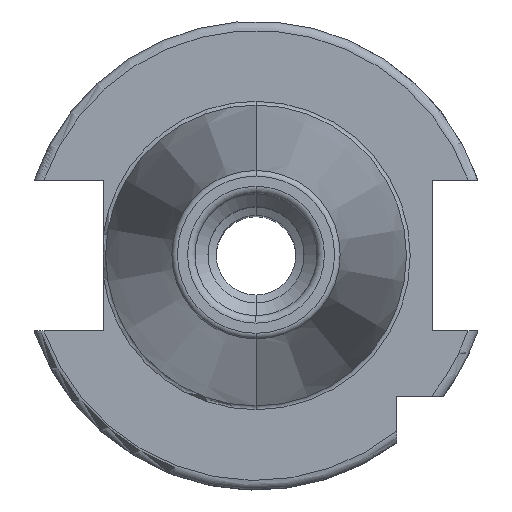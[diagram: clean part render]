
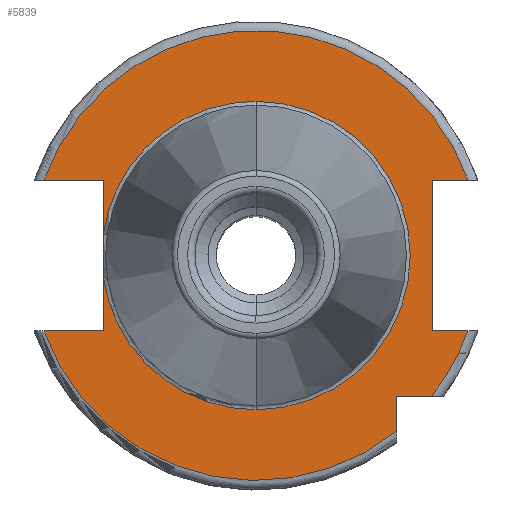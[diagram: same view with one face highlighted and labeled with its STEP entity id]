
A CAD part, top view. The second image highlights one B-rep face of the part: STEP entity #5839.
In plain terms, the highlighted planar face has unit normal (0, 0, 1).
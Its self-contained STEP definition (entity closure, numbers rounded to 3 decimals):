
#291=CARTESIAN_POINT('',(0,0,15.9));
#292=DIRECTION('',(0,0,-1));
#293=DIRECTION('',(0,1,0));
#294=AXIS2_PLACEMENT_3D('',#291,#292,#293);
#307=CARTESIAN_POINT('',(0,0,15.9));
#308=DIRECTION('',(0,0,1));
#309=DIRECTION('',(0,1,0));
#310=AXIS2_PLACEMENT_3D('',#307,#308,#309);
#322=CARTESIAN_POINT('',(0,0,15.9));
#323=DIRECTION('',(0,0,1));
#324=DIRECTION('',(-0.991,-0.135,0));
#325=AXIS2_PLACEMENT_3D('',#322,#323,#324);
#1034=CARTESIAN_POINT('',(0,0,15.9));
#1035=DIRECTION('',(0,0,1));
#1036=DIRECTION('',(0.942,0.335,0));
#1037=AXIS2_PLACEMENT_3D('',#1034,#1035,#1036);
#1085=CARTESIAN_POINT('',(0,0,15.9));
#1086=DIRECTION('',(0,0,1));
#1087=DIRECTION('',(-0.942,-0.335,0));
#1088=AXIS2_PLACEMENT_3D('',#1085,#1086,#1087);
#1101=DIRECTION('',(1,0,0));
#1102=VECTOR('',#1101,6.31);
#1103=CARTESIAN_POINT('',(-22.61,-8.05,15.9));
#1104=LINE('',#1103,#1102);
#1105=DIRECTION('',(0,1,0));
#1106=VECTOR('',#1105,5.834);
#1107=CARTESIAN_POINT('',(-16.3,-8.05,15.9));
#1108=LINE('',#1107,#1106);
#1109=DIRECTION('',(0,1,0));
#1110=VECTOR('',#1109,5.834);
#1111=CARTESIAN_POINT('',(-16.3,2.216,15.9));
#1112=LINE('',#1111,#1110);
#1113=DIRECTION('',(1,0,0));
#1114=VECTOR('',#1113,6.31);
#1115=CARTESIAN_POINT('',(-22.61,8.05,15.9));
#1116=LINE('',#1115,#1114);
#1117=DIRECTION('',(-1,0,0));
#1118=VECTOR('',#1117,3.81);
#1119=CARTESIAN_POINT('',(22.61,8.05,15.9));
#1120=LINE('',#1119,#1118);
#1121=DIRECTION('',(0,-1,0));
#1122=VECTOR('',#1121,16.1);
#1123=CARTESIAN_POINT('',(18.8,8.05,15.9));
#1124=LINE('',#1123,#1122);
#1125=DIRECTION('',(-1,0,0));
#1126=VECTOR('',#1125,3.81);
#1127=CARTESIAN_POINT('',(22.61,-8.05,15.9));
#1128=LINE('',#1127,#1126);
#1129=CARTESIAN_POINT('',(0,0,15.9));
#1130=DIRECTION('',(0,0,1));
#1131=DIRECTION('',(0.781,-0.625,0));
#1132=AXIS2_PLACEMENT_3D('',#1129,#1130,#1131);
#1134=DIRECTION('',(-1,0,0));
#1135=VECTOR('',#1134,3.735);
#1136=CARTESIAN_POINT('',(18.735,-15,15.9));
#1137=LINE('',#1136,#1135);
#1138=DIRECTION('',(0,1,0));
#1139=VECTOR('',#1138,3.735);
#1140=CARTESIAN_POINT('',(15,-18.735,15.9));
#1141=LINE('',#1140,#1139);
#3964=CARTESIAN_POINT('',(0,16.45,15.9));
#3966=VERTEX_POINT('',#3964);
#3988=CARTESIAN_POINT('',(0,-16.45,15.9));
#3990=VERTEX_POINT('',#3988);
#4094=CARTESIAN_POINT('',(-22.61,-8.05,15.9));
#4095=CARTESIAN_POINT('',(-16.3,-8.05,15.9));
#4096=VERTEX_POINT('',#4094);
#4097=VERTEX_POINT('',#4095);
#4098=CARTESIAN_POINT('',(-16.3,-2.216,15.9));
#4099=VERTEX_POINT('',#4098);
#4100=CARTESIAN_POINT('',(-16.3,2.216,15.9));
#4101=CARTESIAN_POINT('',(-16.3,8.05,15.9));
#4102=VERTEX_POINT('',#4100);
#4103=VERTEX_POINT('',#4101);
#4104=CARTESIAN_POINT('',(-22.61,8.05,15.9));
#4105=VERTEX_POINT('',#4104);
#4106=CARTESIAN_POINT('',(18.8,8.05,15.9));
#4107=CARTESIAN_POINT('',(18.8,-8.05,15.9));
#4108=VERTEX_POINT('',#4106);
#4109=VERTEX_POINT('',#4107);
#4110=CARTESIAN_POINT('',(22.61,-8.05,15.9));
#4111=VERTEX_POINT('',#4110);
#4112=CARTESIAN_POINT('',(22.61,8.05,15.9));
#4113=VERTEX_POINT('',#4112);
#4114=CARTESIAN_POINT('',(15,-18.735,15.9));
#4115=CARTESIAN_POINT('',(15,-15,15.9));
#4116=VERTEX_POINT('',#4114);
#4117=VERTEX_POINT('',#4115);
#4118=CARTESIAN_POINT('',(18.735,-15,15.9));
#4119=VERTEX_POINT('',#4118);
#5815=CARTESIAN_POINT('',(0,0,15.9));
#5816=DIRECTION('',(0,0,-1));
#5817=DIRECTION('',(0,-1,0));
#5818=AXIS2_PLACEMENT_3D('',#5815,#5816,#5817);
#5819=PLANE('',#5818);
#5820=ORIENTED_EDGE('',*,*,#5102,.T.);
#5821=ORIENTED_EDGE('',*,*,#5087,.T.);
#5822=ORIENTED_EDGE('',*,*,#5068,.T.);
#5823=ORIENTED_EDGE('',*,*,#5048,.F.);
#5824=ORIENTED_EDGE('',*,*,#5063,.T.);
#5825=ORIENTED_EDGE('',*,*,#5084,.T.);
#5827=ORIENTED_EDGE('',*,*,#5826,.F.);
#5828=ORIENTED_EDGE('',*,*,#5792,.F.);
#5830=ORIENTED_EDGE('',*,*,#5829,.T.);
#5831=ORIENTED_EDGE('',*,*,#5216,.T.);
#5832=ORIENTED_EDGE('',*,*,#5379,.F.);
#5833=ORIENTED_EDGE('',*,*,#5782,.F.);
#5834=ORIENTED_EDGE('',*,*,#5436,.T.);
#5835=ORIENTED_EDGE('',*,*,#5481,.F.);
#5836=ORIENTED_EDGE('',*,*,#5809,.F.);
#5837=EDGE_LOOP('',(#5820,#5821,#5822,#5823,#5824,#5825,#5827,#5828,#5830,#5831,
#5832,#5833,#5834,#5835,#5836));
#5838=FACE_OUTER_BOUND('',#5837,.F.);
#5839=ADVANCED_FACE('',(#5838),#5819,.F.);
#295=CIRCLE('',#294,16.45);
#311=CIRCLE('',#310,16.45);
#326=CIRCLE('',#325,16.45);
#1038=CIRCLE('',#1037,24);
#1089=CIRCLE('',#1088,24);
#1133=CIRCLE('',#1132,24);
#5048=EDGE_CURVE('',#3966,#3990,#295,.T.);
#5063=EDGE_CURVE('',#3966,#4102,#311,.T.);
#5068=EDGE_CURVE('',#4099,#3990,#326,.T.);
#5084=EDGE_CURVE('',#4102,#4103,#1112,.T.);
#5087=EDGE_CURVE('',#4097,#4099,#1108,.T.);
#5102=EDGE_CURVE('',#4096,#4097,#1104,.T.);
#5216=EDGE_CURVE('',#4108,#4109,#1124,.T.);
#5379=EDGE_CURVE('',#4111,#4109,#1128,.T.);
#5436=EDGE_CURVE('',#4119,#4117,#1137,.T.);
#5481=EDGE_CURVE('',#4116,#4117,#1141,.T.);
#5782=EDGE_CURVE('',#4119,#4111,#1133,.T.);
#5792=EDGE_CURVE('',#4113,#4105,#1038,.T.);
#5809=EDGE_CURVE('',#4096,#4116,#1089,.T.);
#5826=EDGE_CURVE('',#4105,#4103,#1116,.T.);
#5829=EDGE_CURVE('',#4113,#4108,#1120,.T.);
